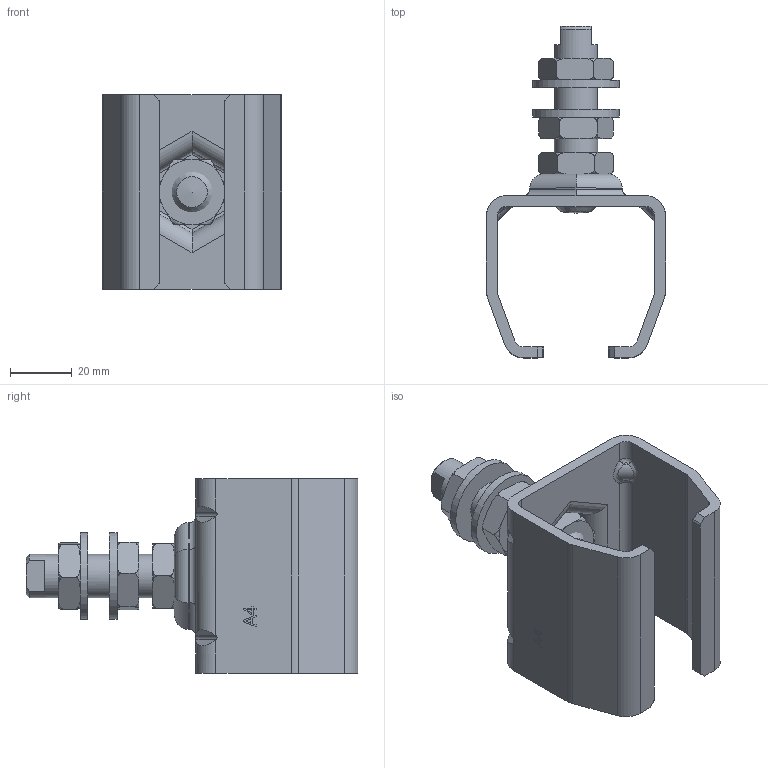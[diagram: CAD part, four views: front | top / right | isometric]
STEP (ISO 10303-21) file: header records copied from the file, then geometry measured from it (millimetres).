
FILE_DESCRIPTION(/* description */ ('Support Reglable Inox 316L'),/* implementation_level */ '2;1');
FILE_NAME(/* name */ '9041XA4.stp',/* time_stamp */ '2019-08-23T08:41:27+02:00',/* author */ ('Florian'),/* organization */ (''),/* preprocessor_version */ 'ST-DEVELOPER v17.2',/* originating_system */ 'Autodesk Inventor 2019',/* authorisation */ '');
FILE_SCHEMA (('AUTOMOTIVE_DESIGN { 1 0 10303 214 3 1 1 }'));
Length unit declared in the file: millimetre
Products named in the file (5): 9041XA4; 18372; 18362; 09124; 06046
Assembly tree (8 placements, depth 2):
  9041XA4
    18372
    18362
    09124  x2
    06046  x4
Bounding box: 58 x 107.5 x 63 mm (x, y, z)
Volume: 56885.8 mm3; surface area: 34012.4 mm2
Topology: 8 solids, 8 shells, 310 faces, 796 edges, 516 vertices
Faces by surface type: plane 162, cylinder 78, torus 48, bspline 18, cone 4
Full cylindrical faces by diameter (mm): 1.151 x1, 1.25 x1, 11.835 x4, 14 x1, 14.2 x2, 15 x1, 28 x2
Entity records: 8111 total; most frequent: CARTESIAN_POINT 2038, ORIENTED_EDGE 1222, DIRECTION 1219, EDGE_CURVE 611, AXIS2_PLACEMENT_3D 418, VERTEX_POINT 391, LINE 383, VECTOR 383
